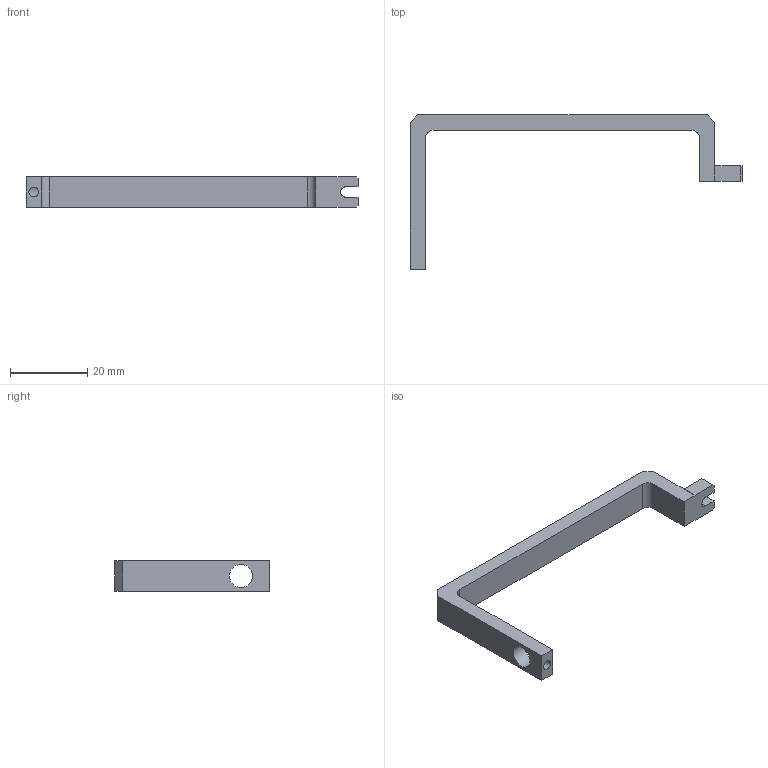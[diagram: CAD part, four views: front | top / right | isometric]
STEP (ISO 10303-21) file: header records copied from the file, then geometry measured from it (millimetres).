
FILE_DESCRIPTION(/* description */ ('STEP AP242','CAx-IF Rec.Pracs.---Representation and Presentation of Product Manufacturing Information (PMI)---4.0---2014-10-13','CAx-IF Rec.Pracs.---3D Tessellated Geometry---0.4---2014-09-14','2;1'),/* implementation_level */ '2;1');
FILE_NAME(/* name */ '6626308d5aa91e52dd6623b8',/* time_stamp */ '2024-04-22T09:40:29Z',/* author */ (''),/* organization */ (''),/* preprocessor_version */ 'ST-DEVELOPER v20',/* originating_system */ ' ',/* authorisation */ ' ');
FILE_SCHEMA (('AP242_MANAGED_MODEL_BASED_3D_ENGINEERING_MIM_LF { 1 0 10303 442 1 1 4 }'));
Length unit declared in the file: metre
Products named in the file (1): Part 1
Bounding box: 86 x 40 x 8 mm (x, y, z)
Volume: 4025 mm3; surface area: 3270.8 mm2
Topology: 1 solids, 1 shells, 28 faces, 76 edges, 50 vertices
Faces by surface type: plane 23, cylinder 5
Full cylindrical faces by diameter (mm): 2.5 x1, 6 x1
Entity records: 901 total; most frequent: CARTESIAN_POINT 163, ORIENTED_EDGE 148, DIRECTION 140, EDGE_CURVE 74, LINE 64, VECTOR 64, VERTEX_POINT 50, AXIS2_PLACEMENT_3D 38
